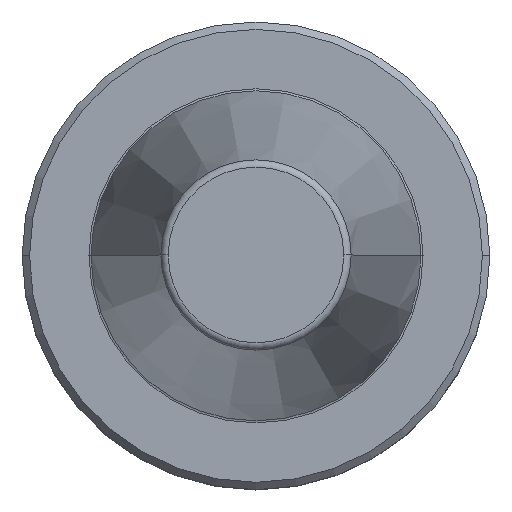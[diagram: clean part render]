
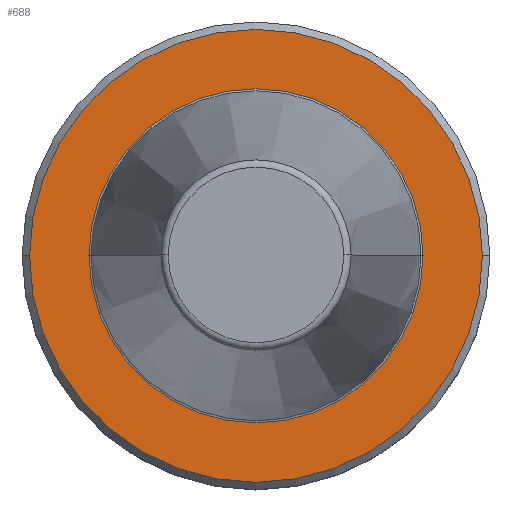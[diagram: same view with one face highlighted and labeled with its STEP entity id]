
A CAD part, top view. The second image highlights one B-rep face of the part: STEP entity #688.
In plain terms, the highlighted planar face has unit normal (0, 0, 1).
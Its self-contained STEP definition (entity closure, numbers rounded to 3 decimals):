
#36 = DIRECTION ( 'NONE',  ( 0., 0., 1. ) ) ;
#41 = AXIS2_PLACEMENT_3D ( 'NONE', #365, #906, #447 ) ;
#60 = AXIS2_PLACEMENT_3D ( 'NONE', #591, #81, #668 ) ;
#71 = VERTEX_POINT ( 'NONE', #367 ) ;
#80 = FACE_OUTER_BOUND ( 'NONE', #625, .T. ) ;
#81 = DIRECTION ( 'NONE',  ( 0., 0., 1. ) ) ;
#119 = ORIENTED_EDGE ( 'NONE', *, *, #882, .T. ) ;
#132 = CARTESIAN_POINT ( 'NONE',  ( 0., 30.5, -1.311 ) ) ;
#136 = DIRECTION ( 'NONE',  ( 1., 0., 0. ) ) ;
#144 = EDGE_CURVE ( 'NONE', #71, #186, #158, .T. ) ;
#150 = AXIS2_PLACEMENT_3D ( 'NONE', #132, #227, #789 ) ;
#155 = EDGE_CURVE ( 'NONE', #960, #958, #797, .T. ) ;
#158 = CIRCLE ( 'NONE', #398, 30.5 ) ;
#169 = ORIENTED_EDGE ( 'NONE', *, *, #144, .T. ) ;
#186 = VERTEX_POINT ( 'NONE', #790 ) ;
#212 = EDGE_LOOP ( 'NONE', ( #738, #499 ) ) ;
#227 = DIRECTION ( 'NONE',  ( 0., 0., -1. ) ) ;
#280 = CARTESIAN_POINT ( 'NONE',  ( -22.5, 0., -1.311 ) ) ;
#365 = CARTESIAN_POINT ( 'NONE',  ( 0., 0., -1.311 ) ) ;
#367 = CARTESIAN_POINT ( 'NONE',  ( 30.5, 0., -1.311 ) ) ;
#373 = AXIS2_PLACEMENT_3D ( 'NONE', #559, #36, #633 ) ;
#384 = FACE_BOUND ( 'NONE', #212, .T. ) ;
#398 = AXIS2_PLACEMENT_3D ( 'NONE', #481, #1005, #136 ) ;
#447 = DIRECTION ( 'NONE',  ( 1., 0., 0. ) ) ;
#481 = CARTESIAN_POINT ( 'NONE',  ( 0., 0., -1.311 ) ) ;
#499 = ORIENTED_EDGE ( 'NONE', *, *, #155, .F. ) ;
#552 = CIRCLE ( 'NONE', #60, 22.5 ) ;
#559 = CARTESIAN_POINT ( 'NONE',  ( 0., 0., -1.311 ) ) ;
#591 = CARTESIAN_POINT ( 'NONE',  ( 0., 0., -1.311 ) ) ;
#625 = EDGE_LOOP ( 'NONE', ( #119, #169 ) ) ;
#633 = DIRECTION ( 'NONE',  ( 1., 0., 0. ) ) ;
#668 = DIRECTION ( 'NONE',  ( 1., 0., 0. ) ) ;
#688 = ADVANCED_FACE ( 'NONE', ( #384, #80 ), #1004, .F. ) ;
#738 = ORIENTED_EDGE ( 'NONE', *, *, #835, .F. ) ;
#789 = DIRECTION ( 'NONE',  ( -1., 0., 0. ) ) ;
#790 = CARTESIAN_POINT ( 'NONE',  ( -30.5, 0., -1.311 ) ) ;
#797 = CIRCLE ( 'NONE', #373, 22.5 ) ;
#835 = EDGE_CURVE ( 'NONE', #958, #960, #552, .T. ) ;
#882 = EDGE_CURVE ( 'NONE', #186, #71, #1044, .T. ) ;
#906 = DIRECTION ( 'NONE',  ( 0., 0., 1. ) ) ;
#958 = VERTEX_POINT ( 'NONE', #978 ) ;
#960 = VERTEX_POINT ( 'NONE', #280 ) ;
#978 = CARTESIAN_POINT ( 'NONE',  ( 22.5, 0., -1.311 ) ) ;
#1004 = PLANE ( 'NONE',  #150 ) ;
#1005 = DIRECTION ( 'NONE',  ( 0., 0., 1. ) ) ;
#1044 = CIRCLE ( 'NONE', #41, 30.5 ) ;
